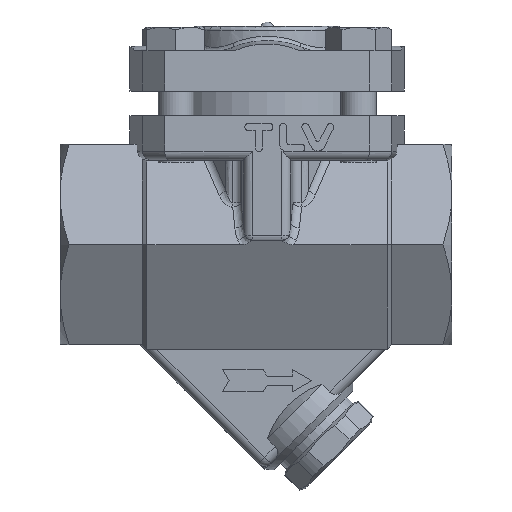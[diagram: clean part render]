
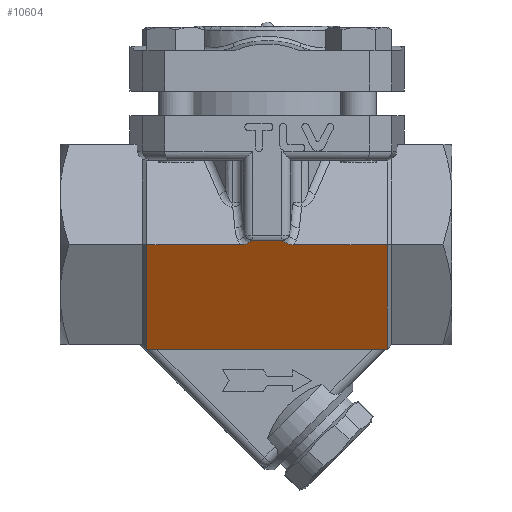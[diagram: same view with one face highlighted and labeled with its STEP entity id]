
A CAD part, front view. The second image highlights one B-rep face of the part: STEP entity #10604.
In plain terms, the highlighted planar face has unit normal (0, -0.866, -0.5).
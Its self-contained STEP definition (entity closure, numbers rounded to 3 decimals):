
#9719=CARTESIAN_POINT('',(3.328,-27.699,-28.024));
#9720=VERTEX_POINT('',#9719);
#9738=CARTESIAN_POINT('',(5.912,-27.135,-29.));
#9739=VERTEX_POINT('',#9738);
#9740=CARTESIAN_POINT('',(3.327,-27.699,-28.024));
#9741=CARTESIAN_POINT('',(3.339,-27.698,-28.026));
#9742=CARTESIAN_POINT('',(3.351,-27.693,-28.034));
#9743=CARTESIAN_POINT('',(3.361,-27.69,-28.04));
#9744=CARTESIAN_POINT('',(3.38,-27.682,-28.054));
#9745=CARTESIAN_POINT('',(3.399,-27.673,-28.069));
#9746=CARTESIAN_POINT('',(3.417,-27.665,-28.083));
#9747=CARTESIAN_POINT('',(3.476,-27.638,-28.129));
#9748=CARTESIAN_POINT('',(3.545,-27.608,-28.182));
#9749=CARTESIAN_POINT('',(3.606,-27.582,-28.227));
#9750=CARTESIAN_POINT('',(3.651,-27.563,-28.259));
#9751=CARTESIAN_POINT('',(3.697,-27.545,-28.291));
#9752=CARTESIAN_POINT('',(3.745,-27.526,-28.324));
#9753=CARTESIAN_POINT('',(3.8,-27.505,-28.36));
#9754=CARTESIAN_POINT('',(3.855,-27.484,-28.396));
#9755=CARTESIAN_POINT('',(3.907,-27.466,-28.427));
#9756=CARTESIAN_POINT('',(3.958,-27.448,-28.458));
#9757=CARTESIAN_POINT('',(4.013,-27.43,-28.489));
#9758=CARTESIAN_POINT('',(4.07,-27.412,-28.52));
#9759=CARTESIAN_POINT('',(4.198,-27.372,-28.59));
#9760=CARTESIAN_POINT('',(4.338,-27.333,-28.657));
#9761=CARTESIAN_POINT('',(4.47,-27.302,-28.711));
#9762=CARTESIAN_POINT('',(4.558,-27.281,-28.747));
#9763=CARTESIAN_POINT('',(4.643,-27.263,-28.779));
#9764=CARTESIAN_POINT('',(4.735,-27.246,-28.809));
#9765=CARTESIAN_POINT('',(5.018,-27.192,-28.902));
#9766=CARTESIAN_POINT('',(5.338,-27.154,-28.967));
#9767=CARTESIAN_POINT('',(5.642,-27.141,-28.99));
#9768=CARTESIAN_POINT('',(5.734,-27.137,-28.997));
#9769=CARTESIAN_POINT('',(5.823,-27.135,-29.));
#9770=CARTESIAN_POINT('',(5.912,-27.135,-29.));
#9771=B_SPLINE_CURVE_WITH_KNOTS('',3,(#9740,#9741,#9742,#9743,#9744,#9745,#9746,#9747,#9748,#9749,#9750,#9751,#9752,#9753,#9754,#9755,#9756,#9757,#9758,#9759,#9760,#9761,#9762,#9763,#9764,#9765,#9766,#9767,#9768,#9769,#9770),.UNSPECIFIED.,.F.,.U.,(4,3,3,3,3,3,3,3,3,3,4),(0.001,0.004,0.011,0.035,0.052,0.07,0.089,0.131,0.159,0.246,0.272),.UNSPECIFIED.);
#9772=EDGE_CURVE('',#9739,#9720,#9771,.F.);
#9807=CARTESIAN_POINT('',(3.322,-27.732,-27.967));
#9808=VERTEX_POINT('',#9807);
#9816=CARTESIAN_POINT('',(3.322,-27.732,-27.967));
#9817=DIRECTION('',(0.088,0.498,-0.863));
#9818=VECTOR('',#9817,0.066);
#9819=LINE('',#9816,#9818);
#9820=EDGE_CURVE('',#9808,#9720,#9819,.T.);
#10152=CARTESIAN_POINT('',(-3.328,-27.699,-28.024));
#10153=VERTEX_POINT('',#10152);
#10177=CARTESIAN_POINT('',(-5.912,-27.135,-29.));
#10178=VERTEX_POINT('',#10177);
#10186=CARTESIAN_POINT('',(-5.912,-27.135,-29.));
#10187=CARTESIAN_POINT('',(-5.809,-27.135,-29.));
#10188=CARTESIAN_POINT('',(-5.703,-27.138,-28.996));
#10189=CARTESIAN_POINT('',(-5.595,-27.143,-28.986));
#10190=CARTESIAN_POINT('',(-5.409,-27.153,-28.97));
#10191=CARTESIAN_POINT('',(-5.22,-27.171,-28.939));
#10192=CARTESIAN_POINT('',(-5.037,-27.196,-28.895));
#10193=CARTESIAN_POINT('',(-4.865,-27.22,-28.854));
#10194=CARTESIAN_POINT('',(-4.699,-27.251,-28.801));
#10195=CARTESIAN_POINT('',(-4.549,-27.284,-28.743));
#10196=CARTESIAN_POINT('',(-4.464,-27.303,-28.71));
#10197=CARTESIAN_POINT('',(-4.376,-27.324,-28.673));
#10198=CARTESIAN_POINT('',(-4.288,-27.348,-28.631));
#10199=CARTESIAN_POINT('',(-4.174,-27.379,-28.578));
#10200=CARTESIAN_POINT('',(-4.06,-27.414,-28.517));
#10201=CARTESIAN_POINT('',(-3.959,-27.449,-28.458));
#10202=CARTESIAN_POINT('',(-3.907,-27.466,-28.428));
#10203=CARTESIAN_POINT('',(-3.858,-27.483,-28.397));
#10204=CARTESIAN_POINT('',(-3.805,-27.503,-28.363));
#10205=CARTESIAN_POINT('',(-3.747,-27.525,-28.326));
#10206=CARTESIAN_POINT('',(-3.689,-27.548,-28.286));
#10207=CARTESIAN_POINT('',(-3.636,-27.569,-28.248));
#10208=CARTESIAN_POINT('',(-3.596,-27.586,-28.22));
#10209=CARTESIAN_POINT('',(-3.556,-27.603,-28.19));
#10210=CARTESIAN_POINT('',(-3.514,-27.621,-28.159));
#10211=CARTESIAN_POINT('',(-3.483,-27.635,-28.135));
#10212=CARTESIAN_POINT('',(-3.452,-27.649,-28.11));
#10213=CARTESIAN_POINT('',(-3.423,-27.662,-28.088));
#10214=CARTESIAN_POINT('',(-3.406,-27.67,-28.074));
#10215=CARTESIAN_POINT('',(-3.387,-27.679,-28.059));
#10216=CARTESIAN_POINT('',(-3.368,-27.686,-28.046));
#10217=CARTESIAN_POINT('',(-3.356,-27.691,-28.037));
#10218=CARTESIAN_POINT('',(-3.342,-27.698,-28.026));
#10219=CARTESIAN_POINT('',(-3.327,-27.699,-28.024));
#10220=B_SPLINE_CURVE_WITH_KNOTS('',3,(#10186,#10187,#10188,#10189,#10190,#10191,#10192,#10193,#10194,#10195,#10196,#10197,#10198,#10199,#10200,#10201,#10202,#10203,#10204,#10205,#10206,#10207,#10208,#10209,#10210,#10211,#10212,#10213,#10214,#10215,#10216,#10217,#10218,#10219),.UNSPECIFIED.,.F.,.U.,(4,3,3,3,3,3,3,3,3,3,3,4),(1.166,1.197,1.249,1.299,1.326,1.362,1.38,1.4,1.415,1.426,1.433,1.438),.UNSPECIFIED.);
#10221=EDGE_CURVE('',#10178,#10153,#10220,.T.);
#10243=CARTESIAN_POINT('',(-27.0,-27.135,-29.));
#10244=VERTEX_POINT('',#10243);
#10251=CARTESIAN_POINT('',(-27.0,-27.135,-29.));
#10252=DIRECTION('',(1.0,0.0,0.0));
#10253=VECTOR('',#10252,21.088);
#10254=LINE('',#10251,#10253);
#10255=EDGE_CURVE('',#10244,#10178,#10254,.T.);
#10466=CARTESIAN_POINT('',(27.0,-27.135,-29.));
#10467=VERTEX_POINT('',#10466);
#10468=CARTESIAN_POINT('',(5.912,-27.135,-29.));
#10469=DIRECTION('',(1.0,0.0,0.0));
#10470=VECTOR('',#10469,21.088);
#10471=LINE('',#10468,#10470);
#10472=EDGE_CURVE('',#9739,#10467,#10471,.T.);
#10500=CARTESIAN_POINT('',(-3.322,-27.732,-27.967));
#10501=VERTEX_POINT('',#10500);
#10534=CARTESIAN_POINT('',(-3.322,-27.732,-27.967));
#10535=DIRECTION('',(1.0,0.0,0.0));
#10536=VECTOR('',#10535,6.644);
#10537=LINE('',#10534,#10536);
#10538=EDGE_CURVE('',#10501,#9808,#10537,.T.);
#10558=CARTESIAN_POINT('',(-3.328,-27.699,-28.024));
#10559=DIRECTION('',(0.088,-0.498,0.863));
#10560=VECTOR('',#10559,0.066);
#10561=LINE('',#10558,#10560);
#10562=EDGE_CURVE('',#10153,#10501,#10561,.T.);
#10568=CARTESIAN_POINT('',(0.0,-27.135,-29.));
#10569=DIRECTION('',(0.0,-0.866,-0.5));
#10570=DIRECTION('',(-1.0,0.0,0.0));
#10571=AXIS2_PLACEMENT_3D('',#10568,#10569,#10570);
#10572=PLANE('',#10571);
#10573=ORIENTED_EDGE('',*,*,#9772,.T.);
#10574=ORIENTED_EDGE('',*,*,#9820,.F.);
#10575=ORIENTED_EDGE('',*,*,#10538,.F.);
#10576=ORIENTED_EDGE('',*,*,#10562,.F.);
#10577=ORIENTED_EDGE('',*,*,#10221,.F.);
#10578=ORIENTED_EDGE('',*,*,#10255,.F.);
#10579=CARTESIAN_POINT('',(-27.0,-13.568,-52.5));
#10580=VERTEX_POINT('',#10579);
#10581=CARTESIAN_POINT('',(-27.0,-13.568,-52.5));
#10582=DIRECTION('',(0.0,-0.5,0.866));
#10583=VECTOR('',#10582,27.135);
#10584=LINE('',#10581,#10583);
#10585=EDGE_CURVE('',#10580,#10244,#10584,.T.);
#10586=ORIENTED_EDGE('',*,*,#10585,.F.);
#10587=CARTESIAN_POINT('',(27.0,-13.568,-52.5));
#10588=VERTEX_POINT('',#10587);
#10589=CARTESIAN_POINT('',(27.0,-13.568,-52.5));
#10590=DIRECTION('',(-1.0,0.0,0.0));
#10591=VECTOR('',#10590,54.0);
#10592=LINE('',#10589,#10591);
#10593=EDGE_CURVE('',#10588,#10580,#10592,.T.);
#10594=ORIENTED_EDGE('',*,*,#10593,.F.);
#10595=CARTESIAN_POINT('',(27.0,-27.135,-29.));
#10596=DIRECTION('',(0.0,0.5,-0.866));
#10597=VECTOR('',#10596,27.135);
#10598=LINE('',#10595,#10597);
#10599=EDGE_CURVE('',#10467,#10588,#10598,.T.);
#10600=ORIENTED_EDGE('',*,*,#10599,.F.);
#10601=ORIENTED_EDGE('',*,*,#10472,.F.);
#10602=EDGE_LOOP('',(#10573,#10574,#10575,#10576,#10577,#10578,#10586,#10594,#10600,#10601));
#10603=FACE_OUTER_BOUND('',#10602,.T.);
#10604=ADVANCED_FACE('',(#10603),#10572,.T.);
